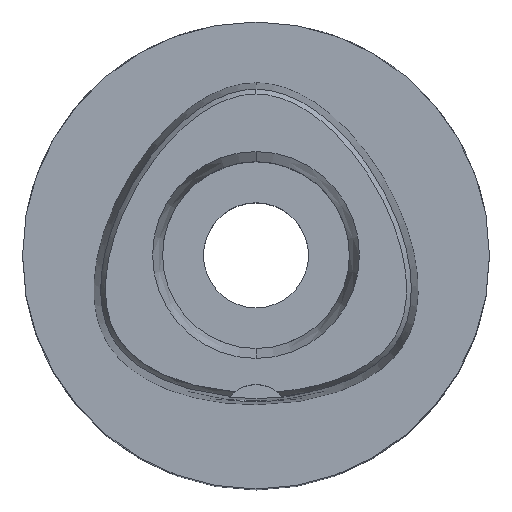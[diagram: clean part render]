
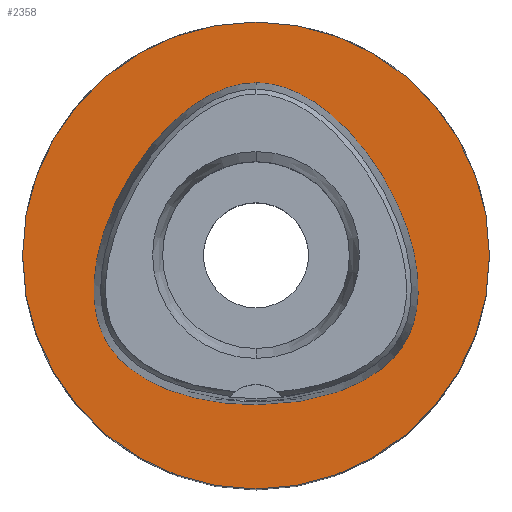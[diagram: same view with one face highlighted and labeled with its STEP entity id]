
A CAD part, top view. The second image highlights one B-rep face of the part: STEP entity #2358.
In plain terms, the highlighted planar face has unit normal (0, 0, 1).
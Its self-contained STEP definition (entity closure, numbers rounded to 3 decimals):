
#292=CARTESIAN_POINT('',(0.,0.,0.));
#293=DIRECTION('',(0.,0.,-1.));
#294=DIRECTION('',(0.,1.,0.));
#295=AXIS2_PLACEMENT_3D('',#292,#293,#294);
#300=CARTESIAN_POINT('',(0.,0.,0.));
#301=DIRECTION('',(0.,0.,-1.));
#302=DIRECTION('',(0.,-1.,0.));
#303=AXIS2_PLACEMENT_3D('',#300,#301,#302);
#308=CARTESIAN_POINT('',(0.,-25.575,0.));
#309=CARTESIAN_POINT('',(1.193,-25.575,0.));
#310=CARTESIAN_POINT('',(3.525,-25.489,
0.));
#311=CARTESIAN_POINT('',(6.913,-25.116,0.));
#312=CARTESIAN_POINT('',(10.046,-24.531,0.));
#313=CARTESIAN_POINT('',(12.875,-23.777,0.));
#314=CARTESIAN_POINT('',(15.377,-22.894,0.));
#315=CARTESIAN_POINT('',(17.558,-21.918,0.));
#316=CARTESIAN_POINT('',(19.44,-20.879,0.));
#317=CARTESIAN_POINT('',(21.052,-19.796,0.));
#318=CARTESIAN_POINT('',(22.426,-18.682,0.));
#319=CARTESIAN_POINT('',(23.592,-17.543,0.));
#320=CARTESIAN_POINT('',(24.574,-16.382,0.));
#321=CARTESIAN_POINT('',(25.391,-15.203,0.));
#322=CARTESIAN_POINT('',(26.076,-13.97,0.));
#323=CARTESIAN_POINT('',(26.658,-12.629,0.));
#324=CARTESIAN_POINT('',(27.137,-11.15,0.));
#325=CARTESIAN_POINT('',(27.5,-9.518,0.));
#326=CARTESIAN_POINT('',(27.731,-7.71,0.));
#327=CARTESIAN_POINT('',(27.809,-5.703,0.));
#328=CARTESIAN_POINT('',(27.703,-3.478,0.));
#329=CARTESIAN_POINT('',(27.381,-1.023,0.));
#330=CARTESIAN_POINT('',(26.806,1.663,0.));
#331=CARTESIAN_POINT('',(25.946,4.557,0.));
#332=CARTESIAN_POINT('',(24.782,7.611,0.));
#333=CARTESIAN_POINT('',(23.314,10.742,0.));
#334=CARTESIAN_POINT('',(21.573,13.84,0.));
#335=CARTESIAN_POINT('',(19.64,16.76,0.));
#336=CARTESIAN_POINT('',(17.598,19.4,0.));
#337=CARTESIAN_POINT('',(15.519,21.706,0.));
#338=CARTESIAN_POINT('',(13.464,23.66,0.));
#339=CARTESIAN_POINT('',(11.473,25.272,0.));
#340=CARTESIAN_POINT('',(9.569,26.571,0.));
#341=CARTESIAN_POINT('',(7.761,27.591,0.));
#342=CARTESIAN_POINT('',(6.049,28.367,0.));
#343=CARTESIAN_POINT('',(4.426,28.932,0.));
#344=CARTESIAN_POINT('',(2.883,29.312,0.));
#345=CARTESIAN_POINT('',(1.411,29.529,
0.));
#346=CARTESIAN_POINT('',(0.464,29.575,
0.));
#347=CARTESIAN_POINT('',(0.,29.575,
0.));
#352=CARTESIAN_POINT('',(0.,29.575,
0.));
#353=CARTESIAN_POINT('',(-0.466,29.575,0.));
#354=CARTESIAN_POINT('',(-1.418,29.528,
0.));
#355=CARTESIAN_POINT('',(-2.896,29.31,0.));
#356=CARTESIAN_POINT('',(-4.444,28.927,0.));
#357=CARTESIAN_POINT('',(-6.07,28.359,0.));
#358=CARTESIAN_POINT('',(-7.78,27.581,0.));
#359=CARTESIAN_POINT('',(-9.586,26.561,0.));
#360=CARTESIAN_POINT('',(-11.484,25.264,0.));
#361=CARTESIAN_POINT('',(-13.466,23.658,0.));
#362=CARTESIAN_POINT('',(-15.513,21.712,0.));
#363=CARTESIAN_POINT('',(-17.582,19.418,0.));
#364=CARTESIAN_POINT('',(-19.617,16.792,0.));
#365=CARTESIAN_POINT('',(-21.544,13.888,0.));
#366=CARTESIAN_POINT('',(-23.276,10.813,0.));
#367=CARTESIAN_POINT('',(-24.748,7.689,0.));
#368=CARTESIAN_POINT('',(-25.915,4.647,0.));
#369=CARTESIAN_POINT('',(-26.78,1.761,0.));
#370=CARTESIAN_POINT('',(-27.363,-0.92,0.));
#371=CARTESIAN_POINT('',(-27.693,-3.375,0.));
#372=CARTESIAN_POINT('',(-27.808,-5.603,0.));
#373=CARTESIAN_POINT('',(-27.739,-7.615,0.));
#374=CARTESIAN_POINT('',(-27.514,-9.437,0.));
#375=CARTESIAN_POINT('',(-27.158,-11.072,0.));
#376=CARTESIAN_POINT('',(-26.684,-12.558,0.));
#377=CARTESIAN_POINT('',(-26.102,-13.919,0.));
#378=CARTESIAN_POINT('',(-25.4,-15.192,0.));
#379=CARTESIAN_POINT('',(-24.559,-16.403,0.));
#380=CARTESIAN_POINT('',(-23.569,-17.568,0.));
#381=CARTESIAN_POINT('',(-22.396,-18.71,0.));
#382=CARTESIAN_POINT('',(-21.019,-19.821,0.));
#383=CARTESIAN_POINT('',(-19.402,-20.902,0.));
#384=CARTESIAN_POINT('',(-17.518,-21.938,0.));
#385=CARTESIAN_POINT('',(-15.336,-22.91,0.));
#386=CARTESIAN_POINT('',(-12.837,-23.788,0.));
#387=CARTESIAN_POINT('',(-10.012,-24.539,0.));
#388=CARTESIAN_POINT('',(-6.881,-25.12,0.));
#389=CARTESIAN_POINT('',(-3.518,-25.489,
0.));
#390=CARTESIAN_POINT('',(-1.191,-25.575,0.));
#391=CARTESIAN_POINT('',(0.,-25.575,0.));
#1486=VERTEX_POINT('',#352);
#1487=VERTEX_POINT('',#391);
#1492=CARTESIAN_POINT('',(0.,40.,0.));
#1493=CARTESIAN_POINT('',(0.,-40.,0.));
#1494=VERTEX_POINT('',#1492);
#1495=VERTEX_POINT('',#1493);
#2342=CARTESIAN_POINT('',(0.,0.,0.));
#2343=DIRECTION('',(0.,0.,-1.));
#2344=DIRECTION('',(0.,-1.,0.));
#2345=AXIS2_PLACEMENT_3D('',#2342,#2343,#2344);
#2346=PLANE('',#2345);
#2348=ORIENTED_EDGE('',*,*,#2347,.T.);
#2350=ORIENTED_EDGE('',*,*,#2349,.T.);
#2351=EDGE_LOOP('',(#2348,#2350));
#2352=FACE_OUTER_BOUND('',#2351,.F.);
#2354=ORIENTED_EDGE('',*,*,#2353,.T.);
#2355=ORIENTED_EDGE('',*,*,#2325,.T.);
#2356=EDGE_LOOP('',(#2354,#2355));
#2357=FACE_BOUND('',#2356,.F.);
#296=CIRCLE('',#295,40.);
#304=CIRCLE('',#303,40.);
#348=B_SPLINE_CURVE_WITH_KNOTS('',3,(#308,#309,#310,#311,#312,#313,#314,#315,
#316,#317,#318,#319,#320,#321,#322,#323,#324,#325,#326,#327,#328,#329,#330,#331,
#332,#333,#334,#335,#336,#337,#338,#339,#340,#341,#342,#343,#344,#345,#346,
#347),.UNSPECIFIED.,.F.,.F.,(4,1,1,1,1,1,1,1,1,1,1,1,1,1,1,1,1,1,1,1,1,1,1,1,1,
1,1,1,1,1,1,1,1,1,1,1,1,4),(0.,0.027,0.054,
0.081,0.108,0.135,0.162,
0.189,0.216,0.243,0.27,
0.297,0.324,0.351,0.378,
0.405,0.432,0.459,0.486,
0.514,0.541,0.568,0.595,
0.622,0.649,0.676,0.703,
0.73,0.757,0.784,0.811,
0.838,0.865,0.892,0.919,
0.946,0.973,1.),.UNSPECIFIED.);
#392=B_SPLINE_CURVE_WITH_KNOTS('',3,(#352,#353,#354,#355,#356,#357,#358,#359,
#360,#361,#362,#363,#364,#365,#366,#367,#368,#369,#370,#371,#372,#373,#374,#375,
#376,#377,#378,#379,#380,#381,#382,#383,#384,#385,#386,#387,#388,#389,#390,
#391),.UNSPECIFIED.,.F.,.F.,(4,1,1,1,1,1,1,1,1,1,1,1,1,1,1,1,1,1,1,1,1,1,1,1,1,
1,1,1,1,1,1,1,1,1,1,1,1,4),(0.,0.027,0.054,
0.081,0.108,0.135,0.162,
0.189,0.216,0.243,0.27,
0.297,0.324,0.351,0.378,
0.405,0.432,0.459,0.486,
0.514,0.541,0.568,0.595,
0.622,0.649,0.676,0.703,
0.73,0.757,0.784,0.811,
0.838,0.865,0.892,0.919,
0.946,0.973,1.),.UNSPECIFIED.);
#2325=EDGE_CURVE('',#1486,#1487,#392,.T.);
#2347=EDGE_CURVE('',#1494,#1495,#296,.T.);
#2349=EDGE_CURVE('',#1495,#1494,#304,.T.);
#2353=EDGE_CURVE('',#1487,#1486,#348,.T.);
#2358=ADVANCED_FACE('',(#2352,#2357),#2346,.F.);
